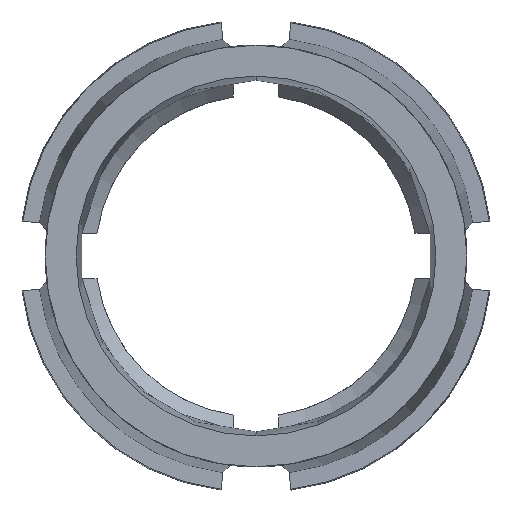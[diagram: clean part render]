
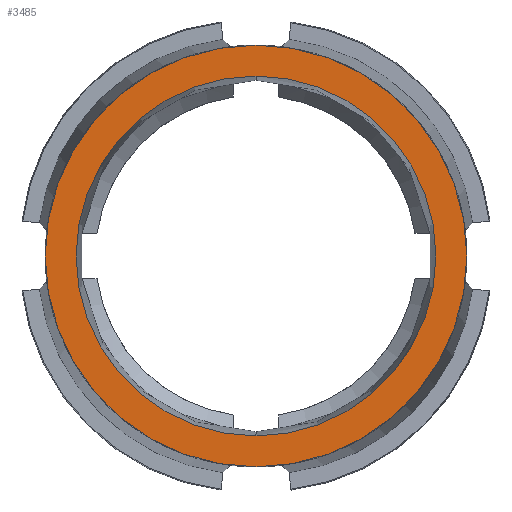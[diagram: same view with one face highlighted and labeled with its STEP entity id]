
A CAD part, left-side view. The second image highlights one B-rep face of the part: STEP entity #3485.
In plain terms, the highlighted planar face has unit normal (-1, 0, 0).
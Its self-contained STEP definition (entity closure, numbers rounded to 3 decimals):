
#119 = CARTESIAN_POINT ( 'NONE',  ( 0., 0., 0. ) ) ;
#126 = EDGE_CURVE ( 'NONE', #1361, #2869, #3744, .T. ) ;
#162 = CIRCLE ( 'NONE', #1115, 4.4 ) ;
#243 = DIRECTION ( 'NONE',  ( -1., 0., 0. ) ) ;
#369 = DIRECTION ( 'NONE',  ( 0., 0., -1. ) ) ;
#485 = CARTESIAN_POINT ( 'NONE',  ( 0., 0., -4.4 ) ) ;
#590 = DIRECTION ( 'NONE',  ( 0., 0., 1. ) ) ;
#647 = VERTEX_POINT ( 'NONE', #485 ) ;
#655 = CARTESIAN_POINT ( 'NONE',  ( 0., 0., 0. ) ) ;
#700 = AXIS2_PLACEMENT_3D ( 'NONE', #2622, #4278, #590 ) ;
#792 = PLANE ( 'NONE',  #4152 ) ;
#936 = DIRECTION ( 'NONE',  ( 0., 0., 1. ) ) ;
#1115 = AXIS2_PLACEMENT_3D ( 'NONE', #2945, #4247, #936 ) ;
#1165 = ORIENTED_EDGE ( 'NONE', *, *, #3793, .T. ) ;
#1213 = CIRCLE ( 'NONE', #700, 4.4 ) ;
#1289 = FACE_OUTER_BOUND ( 'NONE', #1994, .T. ) ;
#1361 = VERTEX_POINT ( 'NONE', #3264 ) ;
#1435 = EDGE_LOOP ( 'NONE', ( #2549, #3546 ) ) ;
#1758 = CARTESIAN_POINT ( 'NONE',  ( 0., 0., -3.7 ) ) ;
#1828 = AXIS2_PLACEMENT_3D ( 'NONE', #655, #243, #2634 ) ;
#1994 = EDGE_LOOP ( 'NONE', ( #4300, #1165 ) ) ;
#2338 = EDGE_CURVE ( 'NONE', #4030, #647, #162, .T. ) ;
#2549 = ORIENTED_EDGE ( 'NONE', *, *, #3067, .F. ) ;
#2552 = FACE_BOUND ( 'NONE', #1435, .T. ) ;
#2580 = CARTESIAN_POINT ( 'NONE',  ( 0., 0., 4.4 ) ) ;
#2612 = CIRCLE ( 'NONE', #3186, 3.755 ) ;
#2622 = CARTESIAN_POINT ( 'NONE',  ( 0., 0., 0. ) ) ;
#2634 = DIRECTION ( 'NONE',  ( 0., 0., -1. ) ) ;
#2793 = DIRECTION ( 'NONE',  ( 0., 0., -1. ) ) ;
#2869 = VERTEX_POINT ( 'NONE', #3500 ) ;
#2945 = CARTESIAN_POINT ( 'NONE',  ( 0., 0., 0. ) ) ;
#3067 = EDGE_CURVE ( 'NONE', #2869, #1361, #2612, .T. ) ;
#3186 = AXIS2_PLACEMENT_3D ( 'NONE', #119, #4097, #2793 ) ;
#3264 = CARTESIAN_POINT ( 'NONE',  ( 0., 0., -3.755 ) ) ;
#3485 = ADVANCED_FACE ( 'NONE', ( #2552, #1289 ), #792, .F. ) ;
#3500 = CARTESIAN_POINT ( 'NONE',  ( 0., 0., 3.755 ) ) ;
#3546 = ORIENTED_EDGE ( 'NONE', *, *, #126, .F. ) ;
#3744 = CIRCLE ( 'NONE', #1828, 3.755 ) ;
#3793 = EDGE_CURVE ( 'NONE', #647, #4030, #1213, .T. ) ;
#4030 = VERTEX_POINT ( 'NONE', #2580 ) ;
#4097 = DIRECTION ( 'NONE',  ( -1., 0., 0. ) ) ;
#4102 = DIRECTION ( 'NONE',  ( 1., 0., 0. ) ) ;
#4152 = AXIS2_PLACEMENT_3D ( 'NONE', #1758, #4102, #369 ) ;
#4247 = DIRECTION ( 'NONE',  ( -1., 0., 0. ) ) ;
#4278 = DIRECTION ( 'NONE',  ( -1., 0., 0. ) ) ;
#4300 = ORIENTED_EDGE ( 'NONE', *, *, #2338, .T. ) ;
